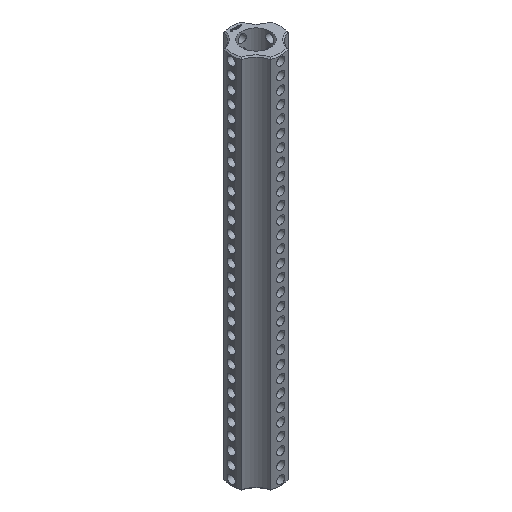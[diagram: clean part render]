
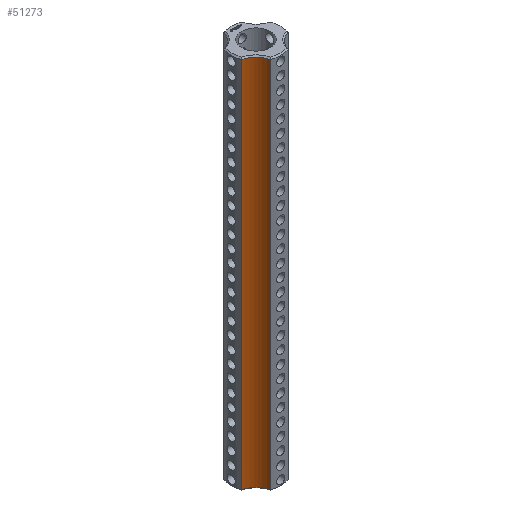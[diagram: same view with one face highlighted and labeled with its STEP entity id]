
A CAD part, isometric view. The second image highlights one B-rep face of the part: STEP entity #51273.
In plain terms, the highlighted cylindrical face has radius 5 mm (diameter 10 mm), a partial arc.
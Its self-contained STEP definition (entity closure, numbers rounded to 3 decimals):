
#6519 = CYLINDRICAL_SURFACE('',#6520,6.25);
#6520 = AXIS2_PLACEMENT_3D('',#6521,#6522,#6523);
#6521 = CARTESIAN_POINT('',(0.,0.,0.));
#6522 = DIRECTION('',(-0.,-0.,-1.));
#6523 = DIRECTION('',(1.,0.,0.));
#14355 = EDGE_CURVE('',#14356,#14358,#14360,.T.);
#14356 = VERTEX_POINT('',#14357);
#14357 = CARTESIAN_POINT('',(-2.225,-5.841,0.3));
#14358 = VERTEX_POINT('',#14359);
#14359 = CARTESIAN_POINT('',(-2.225,-5.841,93.45));
#14360 = SURFACE_CURVE('',#14361,(#14365,#14372),.PCURVE_S1.);
#14361 = LINE('',#14362,#14363);
#14362 = CARTESIAN_POINT('',(-2.225,-5.841,0.));
#14363 = VECTOR('',#14364,1.);
#14364 = DIRECTION('',(0.,0.,1.));
#14365 = PCURVE('',#6519,#14366);
#14366 = DEFINITIONAL_REPRESENTATION('',(#14367),#14371);
#14367 = LINE('',#14368,#14369);
#14368 = CARTESIAN_POINT('',(-4.348,0.));
#14369 = VECTOR('',#14370,1.);
#14370 = DIRECTION('',(-0.,-1.));
#14371 = ( GEOMETRIC_REPRESENTATION_CONTEXT(2) 
PARAMETRIC_REPRESENTATION_CONTEXT() REPRESENTATION_CONTEXT('2D SPACE',''
  ) );
#14372 = PCURVE('',#14373,#14378);
#14373 = CYLINDRICAL_SURFACE('',#14374,5.);
#14374 = AXIS2_PLACEMENT_3D('',#14375,#14376,#14377);
#14375 = CARTESIAN_POINT('',(-7.071,-7.071,0.));
#14376 = DIRECTION('',(-0.,-0.,-1.));
#14377 = DIRECTION('',(1.,0.,0.));
#14378 = DEFINITIONAL_REPRESENTATION('',(#14379),#14383);
#14379 = LINE('',#14380,#14381);
#14380 = CARTESIAN_POINT('',(-0.249,0.));
#14381 = VECTOR('',#14382,1.);
#14382 = DIRECTION('',(-0.,-1.));
#14383 = ( GEOMETRIC_REPRESENTATION_CONTEXT(2) 
PARAMETRIC_REPRESENTATION_CONTEXT() REPRESENTATION_CONTEXT('2D SPACE',''
  ) );
#19547 = CONICAL_SURFACE('',#19548,5.,0.785);
#19548 = AXIS2_PLACEMENT_3D('',#19549,#19550,#19551);
#19549 = CARTESIAN_POINT('',(-7.071,-7.071,0.3));
#19550 = DIRECTION('',(-0.,-0.,-1.));
#19551 = DIRECTION('',(0.969,0.246,0.));
#19749 = CONICAL_SURFACE('',#19750,5.,0.785);
#19750 = AXIS2_PLACEMENT_3D('',#19751,#19752,#19753);
#19751 = CARTESIAN_POINT('',(-7.071,-7.071,93.45));
#19752 = DIRECTION('',(0.,0.,1.));
#19753 = DIRECTION('',(0.969,0.246,0.));
#51273 = ADVANCED_FACE('',(#51274),#14373,.F.);
#51274 = FACE_BOUND('',#51275,.T.);
#51275 = EDGE_LOOP('',(#51276,#51277,#51301,#51329));
#51276 = ORIENTED_EDGE('',*,*,#14355,.T.);
#51277 = ORIENTED_EDGE('',*,*,#51278,.T.);
#51278 = EDGE_CURVE('',#14358,#51279,#51281,.T.);
#51279 = VERTEX_POINT('',#51280);
#51280 = CARTESIAN_POINT('',(-5.841,-2.225,93.45));
#51281 = SURFACE_CURVE('',#51282,(#51287,#51294),.PCURVE_S1.);
#51282 = CIRCLE('',#51283,5.);
#51283 = AXIS2_PLACEMENT_3D('',#51284,#51285,#51286);
#51284 = CARTESIAN_POINT('',(-7.071,-7.071,93.45));
#51285 = DIRECTION('',(0.,-0.,1.));
#51286 = DIRECTION('',(0.969,0.246,0.));
#51287 = PCURVE('',#14373,#51288);
#51288 = DEFINITIONAL_REPRESENTATION('',(#51289),#51293);
#51289 = LINE('',#51290,#51291);
#51290 = CARTESIAN_POINT('',(-0.249,-93.45));
#51291 = VECTOR('',#51292,1.);
#51292 = DIRECTION('',(-1.,0.));
#51293 = ( GEOMETRIC_REPRESENTATION_CONTEXT(2) 
PARAMETRIC_REPRESENTATION_CONTEXT() REPRESENTATION_CONTEXT('2D SPACE',''
  ) );
#51294 = PCURVE('',#19749,#51295);
#51295 = DEFINITIONAL_REPRESENTATION('',(#51296),#51300);
#51296 = LINE('',#51297,#51298);
#51297 = CARTESIAN_POINT('',(0.,0.));
#51298 = VECTOR('',#51299,1.);
#51299 = DIRECTION('',(1.,0.));
#51300 = ( GEOMETRIC_REPRESENTATION_CONTEXT(2) 
PARAMETRIC_REPRESENTATION_CONTEXT() REPRESENTATION_CONTEXT('2D SPACE',''
  ) );
#51301 = ORIENTED_EDGE('',*,*,#51302,.F.);
#51302 = EDGE_CURVE('',#51303,#51279,#51305,.T.);
#51303 = VERTEX_POINT('',#51304);
#51304 = CARTESIAN_POINT('',(-5.841,-2.225,0.3));
#51305 = SURFACE_CURVE('',#51306,(#51310,#51317),.PCURVE_S1.);
#51306 = LINE('',#51307,#51308);
#51307 = CARTESIAN_POINT('',(-5.841,-2.225,0.));
#51308 = VECTOR('',#51309,1.);
#51309 = DIRECTION('',(0.,0.,1.));
#51310 = PCURVE('',#14373,#51311);
#51311 = DEFINITIONAL_REPRESENTATION('',(#51312),#51316);
#51312 = LINE('',#51313,#51314);
#51313 = CARTESIAN_POINT('',(-1.322,0.));
#51314 = VECTOR('',#51315,1.);
#51315 = DIRECTION('',(-0.,-1.));
#51316 = ( GEOMETRIC_REPRESENTATION_CONTEXT(2) 
PARAMETRIC_REPRESENTATION_CONTEXT() REPRESENTATION_CONTEXT('2D SPACE',''
  ) );
#51317 = PCURVE('',#51318,#51323);
#51318 = CYLINDRICAL_SURFACE('',#51319,6.25);
#51319 = AXIS2_PLACEMENT_3D('',#51320,#51321,#51322);
#51320 = CARTESIAN_POINT('',(0.,0.,0.));
#51321 = DIRECTION('',(-0.,-0.,-1.));
#51322 = DIRECTION('',(1.,0.,0.));
#51323 = DEFINITIONAL_REPRESENTATION('',(#51324),#51328);
#51324 = LINE('',#51325,#51326);
#51325 = CARTESIAN_POINT('',(-3.506,0.));
#51326 = VECTOR('',#51327,1.);
#51327 = DIRECTION('',(-0.,-1.));
#51328 = ( GEOMETRIC_REPRESENTATION_CONTEXT(2) 
PARAMETRIC_REPRESENTATION_CONTEXT() REPRESENTATION_CONTEXT('2D SPACE',''
  ) );
#51329 = ORIENTED_EDGE('',*,*,#51330,.F.);
#51330 = EDGE_CURVE('',#14356,#51303,#51331,.T.);
#51331 = SURFACE_CURVE('',#51332,(#51337,#51344),.PCURVE_S1.);
#51332 = CIRCLE('',#51333,5.);
#51333 = AXIS2_PLACEMENT_3D('',#51334,#51335,#51336);
#51334 = CARTESIAN_POINT('',(-7.071,-7.071,0.3));
#51335 = DIRECTION('',(0.,-0.,1.));
#51336 = DIRECTION('',(0.969,0.246,0.));
#51337 = PCURVE('',#14373,#51338);
#51338 = DEFINITIONAL_REPRESENTATION('',(#51339),#51343);
#51339 = LINE('',#51340,#51341);
#51340 = CARTESIAN_POINT('',(-0.249,-0.3));
#51341 = VECTOR('',#51342,1.);
#51342 = DIRECTION('',(-1.,0.));
#51343 = ( GEOMETRIC_REPRESENTATION_CONTEXT(2) 
PARAMETRIC_REPRESENTATION_CONTEXT() REPRESENTATION_CONTEXT('2D SPACE',''
  ) );
#51344 = PCURVE('',#19547,#51345);
#51345 = DEFINITIONAL_REPRESENTATION('',(#51346),#51350);
#51346 = LINE('',#51347,#51348);
#51347 = CARTESIAN_POINT('',(-0.,0.));
#51348 = VECTOR('',#51349,1.);
#51349 = DIRECTION('',(-1.,0.));
#51350 = ( GEOMETRIC_REPRESENTATION_CONTEXT(2) 
PARAMETRIC_REPRESENTATION_CONTEXT() REPRESENTATION_CONTEXT('2D SPACE',''
  ) );
